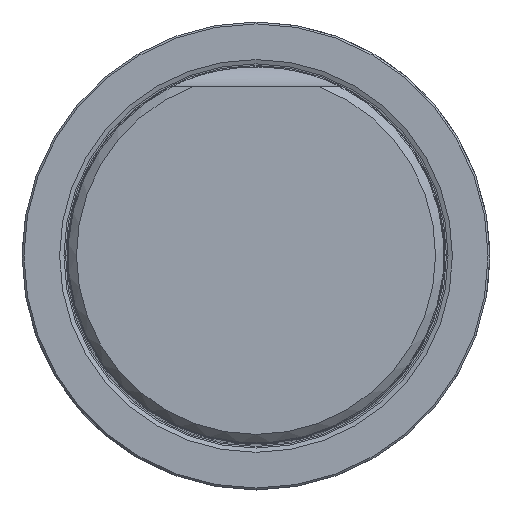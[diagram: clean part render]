
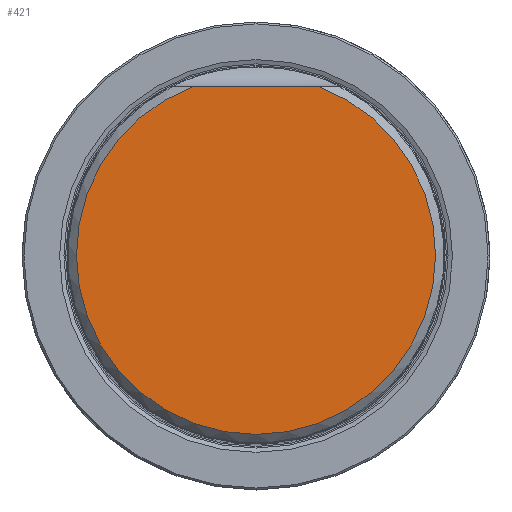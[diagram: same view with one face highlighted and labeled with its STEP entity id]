
A CAD part, top view. The second image highlights one B-rep face of the part: STEP entity #421.
In plain terms, the highlighted planar face has unit normal (0, 0, 1).
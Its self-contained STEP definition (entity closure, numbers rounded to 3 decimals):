
#224=PLANE('',#4470);
#421=ADVANCED_FACE('CU_SU_1',(#714),#224,.F.);
#714=FACE_OUTER_BOUND('',#945,.T.);
#945=EDGE_LOOP('',(#2092,#2093));
#1205=CIRCLE('',#4469,18.996);
#1329=LINE('',#6612,#1551);
#1551=VECTOR('',#5057,1.);
#2092=ORIENTED_EDGE('',*,*,#3679,.F.);
#2093=ORIENTED_EDGE('',*,*,#3680,.F.);
#3255=VERTEX_POINT('',#6610);
#3256=VERTEX_POINT('',#6611);
#3679=EDGE_CURVE('',#3255,#3256,#1205,.T.);
#3680=EDGE_CURVE('',#3256,#3255,#1329,.T.);
#4469=AXIS2_PLACEMENT_3D('',#6609,#5055,#5056);
#4470=AXIS2_PLACEMENT_3D('',#6613,#5058,#5059);
#5055=DIRECTION('',(0.,0.,-1.));
#5056=DIRECTION('',(0.,-1.,0.));
#5057=DIRECTION('',(1.,0.,0.));
#5058=DIRECTION('',(0.,0.,-1.));
#5059=DIRECTION('',(0.,-1.,0.));
#6609=CARTESIAN_POINT('',(0.,0.,70.));
#6610=CARTESIAN_POINT('',(6.623,17.804,70.));
#6611=CARTESIAN_POINT('',(-6.623,17.804,70.));
#6612=CARTESIAN_POINT('',(-19.996,17.804,70.));
#6613=CARTESIAN_POINT('',(0.,0.,70.));
